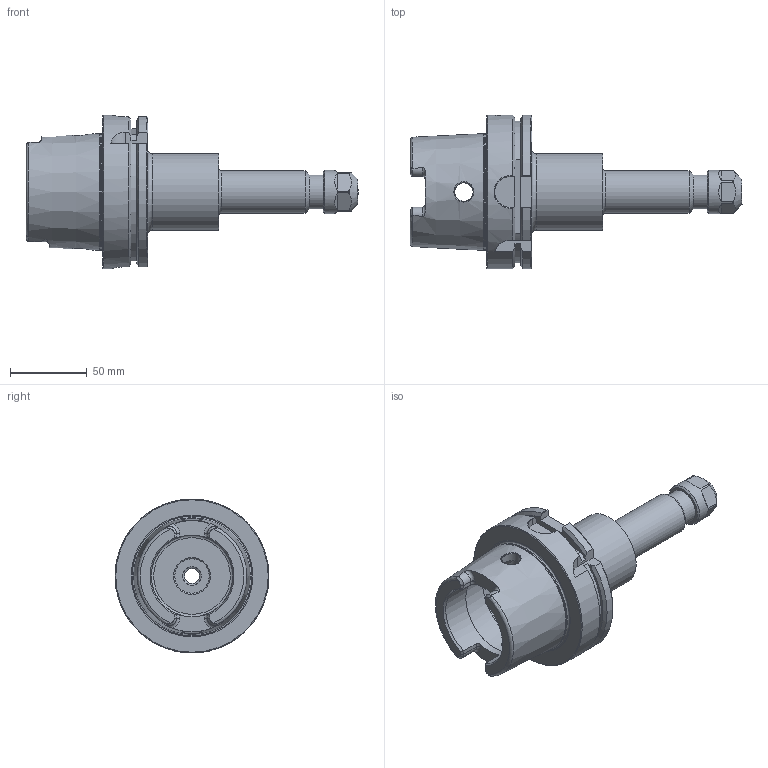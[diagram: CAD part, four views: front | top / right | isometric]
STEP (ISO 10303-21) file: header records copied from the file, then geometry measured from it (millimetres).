
FILE_DESCRIPTION((''),'2;1');
FILE_NAME('H100-16ERC652.stp','2014-06-03T14:59:06',('anddod'),(''),'Autodesk Inventor 2012','Autodesk Inventor 2012','');
FILE_SCHEMA(('AUTOMOTIVE_DESIGN { 1 0 10303 214 1 1 1 1 }'));
Length unit declared in the file: inch
Products named in the file (3): H100-16ERC652; H100-16ER6-1; 16ERHCN
Assembly tree (2 placements, depth 2):
  H100-16ERC652
    H100-16ER6-1
    16ERHCN
Bounding box: 215.61 x 100 x 100 mm (x, y, z)
Volume: 377697.9 mm3; surface area: 70924.7 mm2
Topology: 2 solids, 2 shells, 168 faces, 424 edges, 267 vertices
Faces by surface type: plane 62, cylinder 43, cone 31, torus 21, bspline 11
Full cylindrical faces by diameter (mm): 9.728 x1, 10 x1, 11.176 x1, 11.5 x1, 11.989 x1, 12 x3, 16.8 x1, 20.5 x1, 22 x1, 22.377 x1, 23 x1, 25.016 x1, 27.432 x1, 28 x1, 49.53 x1, 53 x2, 63 x1, 75.364 x1, 100 x1
Entity records: 5772 total; most frequent: CARTESIAN_POINT 1959, ORIENTED_EDGE 720, DIRECTION 719, EDGE_CURVE 360, AXIS2_PLACEMENT_3D 305, VERTEX_POINT 251, EDGE_LOOP 231, FACE_OUTER_BOUND 168
